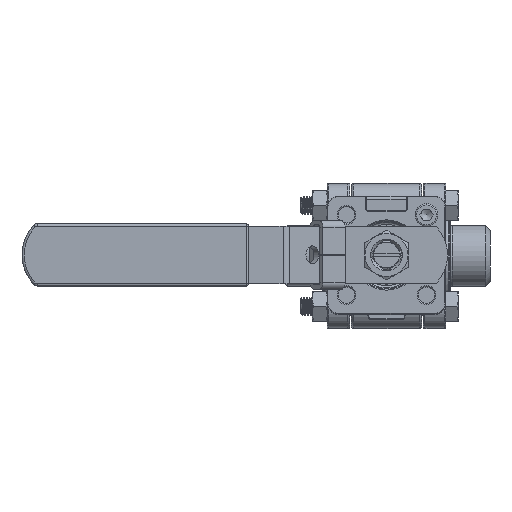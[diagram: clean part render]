
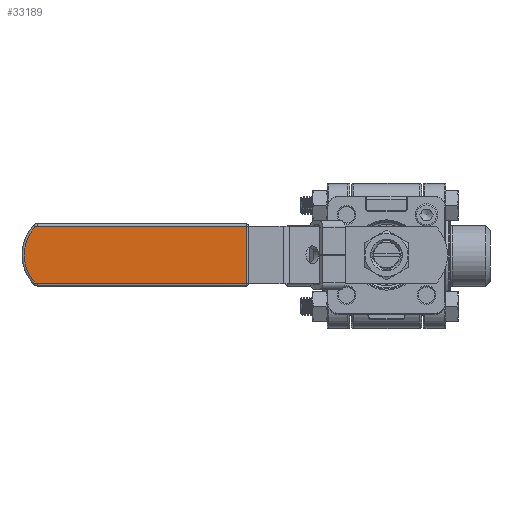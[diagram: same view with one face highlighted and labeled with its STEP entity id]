
A CAD part, top view. The second image highlights one B-rep face of the part: STEP entity #33189.
In plain terms, the highlighted planar face has unit normal (0, 0, 1).
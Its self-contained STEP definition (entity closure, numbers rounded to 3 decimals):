
#408=PLANE('',#36538);
#3438=CIRCLE('',#36539,1.);
#3439=CIRCLE('',#36540,18.);
#3440=CIRCLE('',#36541,1.);
#5594=FACE_OUTER_BOUND('',#7605,.T.);
#7605=EDGE_LOOP('',(#28961,#28962,#28963,#28964,#28965,#28966));
#9985=LINE('',#118513,#11548);
#9986=LINE('',#118515,#11549);
#9987=LINE('',#118517,#11550);
#11548=VECTOR('',#44742,1000.);
#11549=VECTOR('',#44743,1000.);
#11550=VECTOR('',#44744,1000.);
#14558=VERTEX_POINT('',#118511);
#14559=VERTEX_POINT('',#118512);
#14560=VERTEX_POINT('',#118514);
#14561=VERTEX_POINT('',#118516);
#14562=VERTEX_POINT('',#118518);
#14563=VERTEX_POINT('',#118520);
#19379=EDGE_CURVE('',#14558,#14559,#9985,.T.);
#19380=EDGE_CURVE('',#14559,#14560,#9986,.T.);
#19381=EDGE_CURVE('',#14560,#14561,#9987,.T.);
#19382=EDGE_CURVE('',#14561,#14562,#3438,.T.);
#19383=EDGE_CURVE('',#14562,#14563,#3439,.T.);
#19384=EDGE_CURVE('',#14563,#14558,#3440,.T.);
#28961=ORIENTED_EDGE('',*,*,#19379,.T.);
#28962=ORIENTED_EDGE('',*,*,#19380,.T.);
#28963=ORIENTED_EDGE('',*,*,#19381,.T.);
#28964=ORIENTED_EDGE('',*,*,#19382,.T.);
#28965=ORIENTED_EDGE('',*,*,#19383,.T.);
#28966=ORIENTED_EDGE('',*,*,#19384,.T.);
#33189=ADVANCED_FACE('',(#5594),#408,.T.);
#36538=AXIS2_PLACEMENT_3D('',#118510,#44740,#44741);
#36539=AXIS2_PLACEMENT_3D('',#118519,#44745,#44746);
#36540=AXIS2_PLACEMENT_3D('',#118521,#44747,#44748);
#36541=AXIS2_PLACEMENT_3D('',#118522,#44749,#44750);
#44740=DIRECTION('center_axis',(0.,0.,1.));
#44741=DIRECTION('ref_axis',(1.,0.,0.));
#44742=DIRECTION('',(1.,0.,0.));
#44743=DIRECTION('',(0.,1.,0.));
#44744=DIRECTION('',(-1.,0.,0.));
#44745=DIRECTION('center_axis',(0.,0.,1.));
#44746=DIRECTION('ref_axis',(1.,0.,0.));
#44747=DIRECTION('center_axis',(0.,0.,1.));
#44748=DIRECTION('ref_axis',(1.,0.,0.));
#44749=DIRECTION('center_axis',(0.,0.,1.));
#44750=DIRECTION('ref_axis',(1.,0.,0.));
#118510=CARTESIAN_POINT('Origin',(-48.374,-12.75,269.474));
#118511=CARTESIAN_POINT('',(-140.66,-12.75,269.474));
#118512=CARTESIAN_POINT('',(-48.374,-12.75,269.474));
#118513=CARTESIAN_POINT('',(-48.374,-12.75,269.474));
#118514=CARTESIAN_POINT('',(-48.374,12.75,269.474));
#118515=CARTESIAN_POINT('',(-48.374,-12.75,269.474));
#118516=CARTESIAN_POINT('',(-140.66,12.75,269.474));
#118517=CARTESIAN_POINT('',(-48.374,12.75,269.474));
#118518=CARTESIAN_POINT('',(-141.382,12.441,269.474));
#118519=CARTESIAN_POINT('Origin',(-140.66,11.75,269.474));
#118520=CARTESIAN_POINT('',(-141.382,-12.441,269.474));
#118521=CARTESIAN_POINT('Origin',(-128.374,0.,
269.474));
#118522=CARTESIAN_POINT('Origin',(-140.66,-11.75,269.474));
